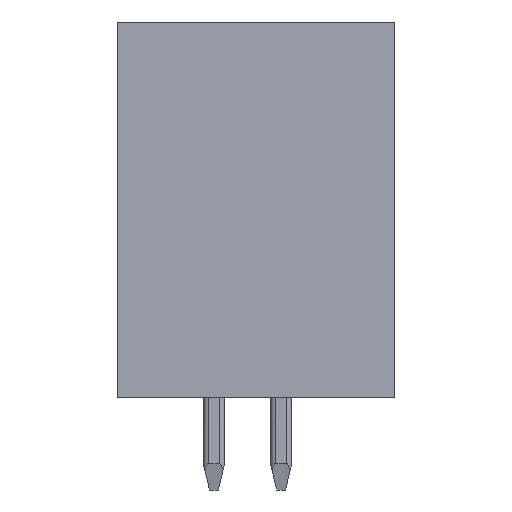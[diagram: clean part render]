
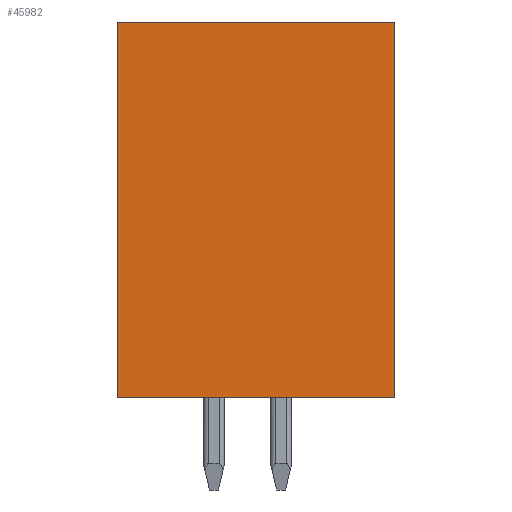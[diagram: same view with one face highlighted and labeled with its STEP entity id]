
A CAD part, front view. The second image highlights one B-rep face of the part: STEP entity #45982.
In plain terms, the highlighted planar face has unit normal (0, -1, 0).
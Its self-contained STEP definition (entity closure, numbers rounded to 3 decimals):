
#18039=DIRECTION('',(0.,0.,-1.));
#18040=VECTOR('',#18039,14.2);
#18041=CARTESIAN_POINT('',(-5.25,-47.97,7.1));
#18042=LINE('',#18041,#18040);
#18043=DIRECTION('',(-1.,0.,0.));
#18044=VECTOR('',#18043,10.5);
#18045=CARTESIAN_POINT('',(5.25,-47.97,7.1));
#18046=LINE('',#18045,#18044);
#18047=DIRECTION('',(0.,0.,1.));
#18048=VECTOR('',#18047,14.2);
#18049=CARTESIAN_POINT('',(5.25,-47.97,-7.1));
#18050=LINE('',#18049,#18048);
#18051=DIRECTION('',(1.,0.,0.));
#18052=VECTOR('',#18051,10.5);
#18053=CARTESIAN_POINT('',(-5.25,-47.97,-7.1));
#18054=LINE('',#18053,#18052);
#18163=CARTESIAN_POINT('',(-5.25,-47.97,7.1));
#18164=CARTESIAN_POINT('',(-5.25,-47.97,-7.1));
#18165=VERTEX_POINT('',#18163);
#18166=VERTEX_POINT('',#18164);
#18167=CARTESIAN_POINT('',(5.25,-47.97,-7.1));
#18168=VERTEX_POINT('',#18167);
#18169=CARTESIAN_POINT('',(5.25,-47.97,7.1));
#18170=VERTEX_POINT('',#18169);
#45971=CARTESIAN_POINT('',(0.,-47.97,0.));
#45972=DIRECTION('',(0.,-1.,0.));
#45973=DIRECTION('',(1.,0.,0.));
#45974=AXIS2_PLACEMENT_3D('',#45971,#45972,#45973);
#45975=PLANE('',#45974);
#45976=ORIENTED_EDGE('',*,*,#22594,.F.);
#45977=ORIENTED_EDGE('',*,*,#23128,.F.);
#45978=ORIENTED_EDGE('',*,*,#23233,.F.);
#45979=ORIENTED_EDGE('',*,*,#23532,.F.);
#45980=EDGE_LOOP('',(#45976,#45977,#45978,#45979));
#45981=FACE_OUTER_BOUND('',#45980,.F.);
#45982=ADVANCED_FACE('',(#45981),#45975,.T.);
#22594=EDGE_CURVE('',#18165,#18166,#18042,.T.);
#23128=EDGE_CURVE('',#18170,#18165,#18046,.T.);
#23233=EDGE_CURVE('',#18168,#18170,#18050,.T.);
#23532=EDGE_CURVE('',#18166,#18168,#18054,.T.);
